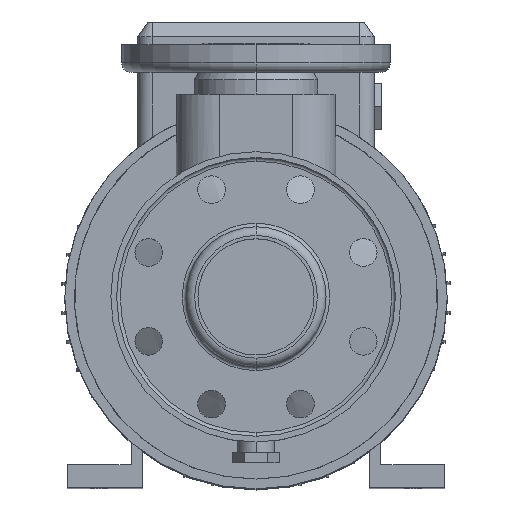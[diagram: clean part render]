
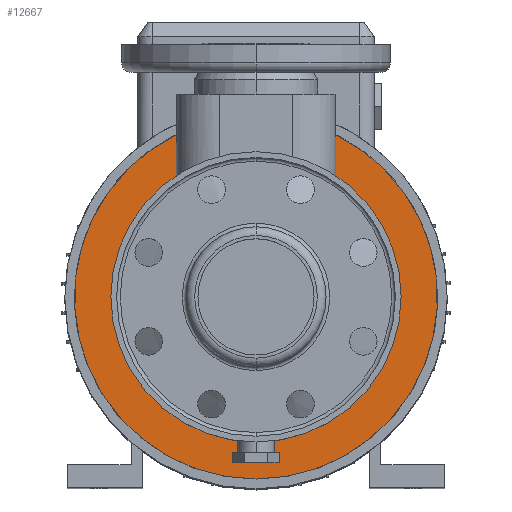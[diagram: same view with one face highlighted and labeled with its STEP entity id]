
A CAD part, top view. The second image highlights one B-rep face of the part: STEP entity #12667.
In plain terms, the highlighted planar face has unit normal (0, 0, 1).
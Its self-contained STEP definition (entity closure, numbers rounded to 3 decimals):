
#254 = FACE_OUTER_BOUND ( 'NONE', #12931, .T. ) ;
#320 = CARTESIAN_POINT ( 'NONE',  ( 0., 97., -58. ) ) ;
#385 = DIRECTION ( 'NONE',  ( 0., 0., -1. ) ) ;
#472 = DIRECTION ( 'NONE',  ( 0., -1., 0. ) ) ;
#487 = EDGE_CURVE ( 'NONE', #8030, #3452, #12681, .T. ) ;
#801 = AXIS2_PLACEMENT_3D ( 'NONE', #9785, #11893, #472 ) ;
#896 = EDGE_CURVE ( 'NONE', #3452, #4704, #4465, .T. ) ;
#1268 = CARTESIAN_POINT ( 'NONE',  ( -55., 112.25, -58. ) ) ;
#1434 = EDGE_CURVE ( 'NONE', #4704, #4629, #6652, .T. ) ;
#1525 = DIRECTION ( 'NONE',  ( 0., -1., 0. ) ) ;
#1666 = CARTESIAN_POINT ( 'NONE',  ( 0., -125., -58. ) ) ;
#1822 = ORIENTED_EDGE ( 'NONE', *, *, #487, .T. ) ;
#2372 = DIRECTION ( 'NONE',  ( 0., 0., 1. ) ) ;
#3064 = AXIS2_PLACEMENT_3D ( 'NONE', #10846, #8784, #1525 ) ;
#3452 = VERTEX_POINT ( 'NONE', #1268 ) ;
#3541 = CARTESIAN_POINT ( 'NONE',  ( -55., -131.702, -58. ) ) ;
#3789 = CARTESIAN_POINT ( 'NONE',  ( -55., 79.9, -58. ) ) ;
#4148 = AXIS2_PLACEMENT_3D ( 'NONE', #320, #385, #11549 ) ;
#4226 = CARTESIAN_POINT ( 'NONE',  ( 55., 79.9, -58. ) ) ;
#4241 = CARTESIAN_POINT ( 'NONE',  ( 55., 112.25, -58. ) ) ;
#4364 = VERTEX_POINT ( 'NONE', #4542 ) ;
#4465 = CIRCLE ( 'NONE', #8606, 125. ) ;
#4542 = CARTESIAN_POINT ( 'NONE',  ( 0., -97., -58. ) ) ;
#4629 = VERTEX_POINT ( 'NONE', #4241 ) ;
#4704 = VERTEX_POINT ( 'NONE', #1666 ) ;
#4965 = DIRECTION ( 'NONE',  ( 0., 0., 1. ) ) ;
#5031 = VERTEX_POINT ( 'NONE', #4226 ) ;
#5505 = ORIENTED_EDGE ( 'NONE', *, *, #896, .T. ) ;
#6652 = CIRCLE ( 'NONE', #801, 125. ) ;
#7155 = ORIENTED_EDGE ( 'NONE', *, *, #7970, .F. ) ;
#7185 = CIRCLE ( 'NONE', #3064, 97. ) ;
#7941 = CARTESIAN_POINT ( 'NONE',  ( 55., -131.702, -58. ) ) ;
#7970 = EDGE_CURVE ( 'NONE', #5031, #4629, #8143, .T. ) ;
#8030 = VERTEX_POINT ( 'NONE', #3789 ) ;
#8143 = LINE ( 'NONE', #7941, #12181 ) ;
#8149 = VECTOR ( 'NONE', #8445, 1000. ) ;
#8445 = DIRECTION ( 'NONE',  ( 0., 1., 0. ) ) ;
#8606 = AXIS2_PLACEMENT_3D ( 'NONE', #10550, #2372, #9524 ) ;
#8752 = EDGE_CURVE ( 'NONE', #4364, #5031, #7185, .T. ) ;
#8784 = DIRECTION ( 'NONE',  ( 0., 0., 1. ) ) ;
#9524 = DIRECTION ( 'NONE',  ( 0., -1., 0. ) ) ;
#9629 = PLANE ( 'NONE',  #4148 ) ;
#9785 = CARTESIAN_POINT ( 'NONE',  ( 0., 0., -58. ) ) ;
#10000 = EDGE_CURVE ( 'NONE', #8030, #4364, #12797, .T. ) ;
#10135 = DIRECTION ( 'NONE',  ( 0., 1., 0. ) ) ;
#10550 = CARTESIAN_POINT ( 'NONE',  ( 0., 0., -58. ) ) ;
#10691 = ORIENTED_EDGE ( 'NONE', *, *, #8752, .F. ) ;
#10846 = CARTESIAN_POINT ( 'NONE',  ( 0., 0., -58. ) ) ;
#11455 = ORIENTED_EDGE ( 'NONE', *, *, #1434, .T. ) ;
#11549 = DIRECTION ( 'NONE',  ( 0., 1., 0. ) ) ;
#11893 = DIRECTION ( 'NONE',  ( 0., 0., 1. ) ) ;
#12181 = VECTOR ( 'NONE', #10135, 1000. ) ;
#12667 = ADVANCED_FACE ( 'NONE', ( #254 ), #9629, .F. ) ;
#12681 = LINE ( 'NONE', #3541, #8149 ) ;
#12797 = CIRCLE ( 'NONE', #13444, 97. ) ;
#12931 = EDGE_LOOP ( 'NONE', ( #7155, #10691, #13121, #1822, #5505, #11455 ) ) ;
#13121 = ORIENTED_EDGE ( 'NONE', *, *, #10000, .F. ) ;
#13147 = CARTESIAN_POINT ( 'NONE',  ( 0., 0., -58. ) ) ;
#13286 = DIRECTION ( 'NONE',  ( 0., -1., 0. ) ) ;
#13444 = AXIS2_PLACEMENT_3D ( 'NONE', #13147, #4965, #13286 ) ;
